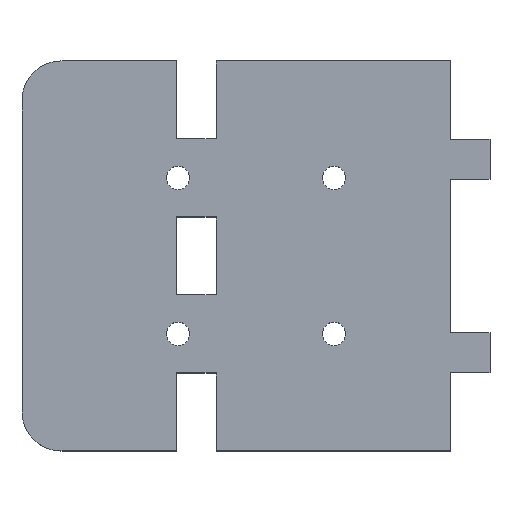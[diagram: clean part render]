
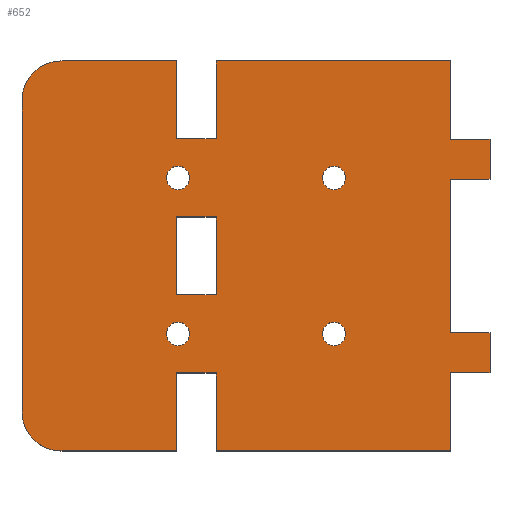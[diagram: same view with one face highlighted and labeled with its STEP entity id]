
A CAD part, top view. The second image highlights one B-rep face of the part: STEP entity #652.
In plain terms, the highlighted planar face has unit normal (0, 0, 1).
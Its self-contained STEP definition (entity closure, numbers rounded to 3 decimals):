
#26=FACE_BOUND('',#104,.T.);
#27=FACE_BOUND('',#105,.T.);
#28=FACE_BOUND('',#106,.T.);
#29=FACE_BOUND('',#107,.T.);
#30=FACE_BOUND('',#108,.T.);
#37=CIRCLE('',#714,5.);
#38=CIRCLE('',#715,5.);
#39=CIRCLE('',#716,1.5);
#40=CIRCLE('',#717,1.5);
#41=CIRCLE('',#718,1.5);
#42=CIRCLE('',#719,1.5);
#66=FACE_OUTER_BOUND('',#103,.T.);
#103=EDGE_LOOP('',(#541,#542,#543,#544,#545,#546,#547,#548,#549,#550,#551,
#552,#553,#554,#555,#556,#557,#558,#559,#560,#561,#562));
#104=EDGE_LOOP('',(#563,#564,#565,#566));
#105=EDGE_LOOP('',(#567));
#106=EDGE_LOOP('',(#568));
#107=EDGE_LOOP('',(#569));
#108=EDGE_LOOP('',(#570));
#119=LINE('',#904,#197);
#123=LINE('',#913,#201);
#126=LINE('',#917,#204);
#129=LINE('',#925,#207);
#132=LINE('',#931,#210);
#135=LINE('',#937,#213);
#138=LINE('',#941,#216);
#141=LINE('',#949,#219);
#145=LINE('',#958,#223);
#148=LINE('',#962,#226);
#149=LINE('',#965,#227);
#154=LINE('',#974,#232);
#155=LINE('',#977,#233);
#160=LINE('',#986,#238);
#171=LINE('',#1020,#249);
#173=LINE('',#1024,#251);
#175=LINE('',#1029,#253);
#178=LINE('',#1035,#256);
#181=LINE('',#1039,#259);
#182=LINE('',#1042,#260);
#184=LINE('',#1046,#262);
#186=LINE('',#1049,#264);
#187=LINE('',#1051,#265);
#188=LINE('',#1055,#266);
#197=VECTOR('',#734,10.);
#201=VECTOR('',#740,10.);
#204=VECTOR('',#745,10.);
#207=VECTOR('',#750,10.);
#210=VECTOR('',#755,10.);
#213=VECTOR('',#760,10.);
#216=VECTOR('',#765,10.);
#219=VECTOR('',#770,10.);
#223=VECTOR('',#776,10.);
#226=VECTOR('',#781,10.);
#227=VECTOR('',#784,10.);
#232=VECTOR('',#791,10.);
#233=VECTOR('',#794,10.);
#238=VECTOR('',#801,10.);
#249=VECTOR('',#828,10.);
#251=VECTOR('',#832,10.);
#253=VECTOR('',#836,10.);
#256=VECTOR('',#841,10.);
#259=VECTOR('',#846,10.);
#260=VECTOR('',#849,10.);
#262=VECTOR('',#853,10.);
#264=VECTOR('',#857,10.);
#265=VECTOR('',#860,10.);
#266=VECTOR('',#863,10.);
#275=VERTEX_POINT('',#901);
#276=VERTEX_POINT('',#903);
#279=VERTEX_POINT('',#910);
#280=VERTEX_POINT('',#912);
#283=VERTEX_POINT('',#922);
#284=VERTEX_POINT('',#924);
#286=VERTEX_POINT('',#930);
#288=VERTEX_POINT('',#936);
#291=VERTEX_POINT('',#946);
#292=VERTEX_POINT('',#948);
#295=VERTEX_POINT('',#955);
#296=VERTEX_POINT('',#957);
#297=VERTEX_POINT('',#964);
#300=VERTEX_POINT('',#972);
#301=VERTEX_POINT('',#976);
#304=VERTEX_POINT('',#984);
#319=VERTEX_POINT('',#1019);
#320=VERTEX_POINT('',#1023);
#321=VERTEX_POINT('',#1027);
#322=VERTEX_POINT('',#1028);
#323=VERTEX_POINT('',#1033);
#324=VERTEX_POINT('',#1034);
#325=VERTEX_POINT('',#1041);
#326=VERTEX_POINT('',#1045);
#327=VERTEX_POINT('',#1052);
#328=VERTEX_POINT('',#1054);
#329=VERTEX_POINT('',#1057);
#330=VERTEX_POINT('',#1059);
#331=VERTEX_POINT('',#1061);
#332=VERTEX_POINT('',#1063);
#335=EDGE_CURVE('',#276,#275,#119,.T.);
#339=EDGE_CURVE('',#280,#279,#123,.T.);
#342=EDGE_CURVE('',#275,#280,#126,.T.);
#345=EDGE_CURVE('',#284,#283,#129,.T.);
#348=EDGE_CURVE('',#286,#284,#132,.T.);
#351=EDGE_CURVE('',#288,#286,#135,.T.);
#354=EDGE_CURVE('',#283,#288,#138,.T.);
#357=EDGE_CURVE('',#292,#291,#141,.T.);
#361=EDGE_CURVE('',#296,#295,#145,.T.);
#364=EDGE_CURVE('',#291,#296,#148,.T.);
#365=EDGE_CURVE('',#297,#276,#149,.T.);
#370=EDGE_CURVE('',#279,#300,#154,.T.);
#371=EDGE_CURVE('',#301,#292,#155,.T.);
#376=EDGE_CURVE('',#295,#304,#160,.T.);
#393=EDGE_CURVE('',#300,#319,#171,.T.);
#395=EDGE_CURVE('',#319,#320,#173,.T.);
#397=EDGE_CURVE('',#321,#322,#175,.T.);
#400=EDGE_CURVE('',#323,#324,#178,.T.);
#403=EDGE_CURVE('',#324,#321,#181,.T.);
#404=EDGE_CURVE('',#325,#301,#182,.T.);
#406=EDGE_CURVE('',#326,#325,#184,.T.);
#408=EDGE_CURVE('',#322,#326,#186,.T.);
#409=EDGE_CURVE('',#320,#323,#187,.T.);
#410=EDGE_CURVE('',#304,#327,#37,.T.);
#411=EDGE_CURVE('',#327,#328,#188,.T.);
#412=EDGE_CURVE('',#328,#297,#38,.T.);
#413=EDGE_CURVE('',#329,#329,#39,.T.);
#414=EDGE_CURVE('',#330,#330,#40,.T.);
#415=EDGE_CURVE('',#331,#331,#41,.T.);
#416=EDGE_CURVE('',#332,#332,#42,.T.);
#541=ORIENTED_EDGE('',*,*,#339,.T.);
#542=ORIENTED_EDGE('',*,*,#370,.T.);
#543=ORIENTED_EDGE('',*,*,#393,.T.);
#544=ORIENTED_EDGE('',*,*,#395,.T.);
#545=ORIENTED_EDGE('',*,*,#409,.T.);
#546=ORIENTED_EDGE('',*,*,#400,.T.);
#547=ORIENTED_EDGE('',*,*,#403,.T.);
#548=ORIENTED_EDGE('',*,*,#397,.T.);
#549=ORIENTED_EDGE('',*,*,#408,.T.);
#550=ORIENTED_EDGE('',*,*,#406,.T.);
#551=ORIENTED_EDGE('',*,*,#404,.T.);
#552=ORIENTED_EDGE('',*,*,#371,.T.);
#553=ORIENTED_EDGE('',*,*,#357,.T.);
#554=ORIENTED_EDGE('',*,*,#364,.T.);
#555=ORIENTED_EDGE('',*,*,#361,.T.);
#556=ORIENTED_EDGE('',*,*,#376,.T.);
#557=ORIENTED_EDGE('',*,*,#410,.T.);
#558=ORIENTED_EDGE('',*,*,#411,.T.);
#559=ORIENTED_EDGE('',*,*,#412,.T.);
#560=ORIENTED_EDGE('',*,*,#365,.T.);
#561=ORIENTED_EDGE('',*,*,#335,.T.);
#562=ORIENTED_EDGE('',*,*,#342,.T.);
#563=ORIENTED_EDGE('',*,*,#351,.T.);
#564=ORIENTED_EDGE('',*,*,#348,.T.);
#565=ORIENTED_EDGE('',*,*,#345,.T.);
#566=ORIENTED_EDGE('',*,*,#354,.T.);
#567=ORIENTED_EDGE('',*,*,#413,.T.);
#568=ORIENTED_EDGE('',*,*,#414,.T.);
#569=ORIENTED_EDGE('',*,*,#415,.T.);
#570=ORIENTED_EDGE('',*,*,#416,.T.);
#626=PLANE('',#713);
#652=ADVANCED_FACE('',(#66,#26,#27,#28,#29,#30),#626,.T.);
#713=AXIS2_PLACEMENT_3D('',#1050,#858,#859);
#714=AXIS2_PLACEMENT_3D('',#1053,#861,#862);
#715=AXIS2_PLACEMENT_3D('',#1056,#864,#865);
#716=AXIS2_PLACEMENT_3D('',#1058,#866,#867);
#717=AXIS2_PLACEMENT_3D('',#1060,#868,#869);
#718=AXIS2_PLACEMENT_3D('',#1062,#870,#871);
#719=AXIS2_PLACEMENT_3D('',#1064,#872,#873);
#734=DIRECTION('',(0.,1.,0.));
#740=DIRECTION('',(0.,-1.,0.));
#745=DIRECTION('',(1.,0.,0.));
#750=DIRECTION('',(0.,1.,0.));
#755=DIRECTION('',(-1.,0.,0.));
#760=DIRECTION('',(0.,-1.,0.));
#765=DIRECTION('',(1.,0.,0.));
#770=DIRECTION('',(0.,-1.,0.));
#776=DIRECTION('',(0.,1.,0.));
#781=DIRECTION('',(-1.,0.,0.));
#784=DIRECTION('',(1.,0.,0.));
#791=DIRECTION('',(1.,0.,0.));
#794=DIRECTION('',(-1.,0.,0.));
#801=DIRECTION('',(-1.,0.,0.));
#828=DIRECTION('',(0.,1.,0.));
#832=DIRECTION('',(1.,0.,0.));
#836=DIRECTION('',(1.,0.,0.));
#841=DIRECTION('',(-1.,0.,0.));
#846=DIRECTION('',(0.,1.,0.));
#849=DIRECTION('',(0.,1.,0.));
#853=DIRECTION('',(-1.,0.,0.));
#857=DIRECTION('',(0.,1.,0.));
#858=DIRECTION('center_axis',(0.,0.,1.));
#859=DIRECTION('ref_axis',(1.,0.,0.));
#860=DIRECTION('',(0.,1.,0.));
#861=DIRECTION('center_axis',(0.,0.,1.));
#862=DIRECTION('ref_axis',(0.,1.,0.));
#863=DIRECTION('',(0.,-1.,0.));
#864=DIRECTION('center_axis',(0.,0.,1.));
#865=DIRECTION('ref_axis',(-1.,0.,0.));
#866=DIRECTION('center_axis',(0.,0.,-1.));
#867=DIRECTION('ref_axis',(-1.,0.,0.));
#868=DIRECTION('center_axis',(0.,0.,-1.));
#869=DIRECTION('ref_axis',(-1.,0.,0.));
#870=DIRECTION('center_axis',(0.,0.,-1.));
#871=DIRECTION('ref_axis',(-1.,0.,0.));
#872=DIRECTION('center_axis',(0.,0.,-1.));
#873=DIRECTION('ref_axis',(-1.,0.,0.));
#901=CARTESIAN_POINT('',(-10.2,-15.,5.1));
#903=CARTESIAN_POINT('',(-10.2,-25.,5.1));
#904=CARTESIAN_POINT('',(-10.2,-12.5,5.1));
#910=CARTESIAN_POINT('',(-5.1,-25.,5.1));
#912=CARTESIAN_POINT('',(-5.1,-15.,5.1));
#913=CARTESIAN_POINT('',(-5.1,-7.5,5.1));
#917=CARTESIAN_POINT('',(-5.1,-15.,5.1));
#922=CARTESIAN_POINT('',(-10.2,5.,5.1));
#924=CARTESIAN_POINT('',(-10.2,-5.,5.1));
#925=CARTESIAN_POINT('',(-10.2,-2.5,5.1));
#930=CARTESIAN_POINT('',(-5.1,-5.,5.1));
#931=CARTESIAN_POINT('',(-2.55,-5.,5.1));
#936=CARTESIAN_POINT('',(-5.1,5.,5.1));
#937=CARTESIAN_POINT('',(-5.1,2.5,5.1));
#941=CARTESIAN_POINT('',(-5.1,5.,5.1));
#946=CARTESIAN_POINT('',(-5.1,15.,5.1));
#948=CARTESIAN_POINT('',(-5.1,25.,5.1));
#949=CARTESIAN_POINT('',(-5.1,12.5,5.1));
#955=CARTESIAN_POINT('',(-10.2,25.,5.1));
#957=CARTESIAN_POINT('',(-10.2,15.,5.1));
#958=CARTESIAN_POINT('',(-10.2,7.5,5.1));
#962=CARTESIAN_POINT('',(-2.55,15.,5.1));
#964=CARTESIAN_POINT('',(-25.,-25.,5.1));
#965=CARTESIAN_POINT('',(-25.,-25.,5.1));
#972=CARTESIAN_POINT('',(24.9,-25.,5.1));
#974=CARTESIAN_POINT('',(-25.,-25.,5.1));
#976=CARTESIAN_POINT('',(24.9,25.,5.1));
#977=CARTESIAN_POINT('',(30.,25.,5.1));
#984=CARTESIAN_POINT('',(-25.,25.,5.1));
#986=CARTESIAN_POINT('',(30.,25.,5.1));
#1019=CARTESIAN_POINT('',(24.9,-14.95,5.1));
#1020=CARTESIAN_POINT('',(24.9,-7.475,5.1));
#1023=CARTESIAN_POINT('',(30.,-14.95,5.1));
#1024=CARTESIAN_POINT('',(15.,-14.95,5.1));
#1027=CARTESIAN_POINT('',(24.9,9.85,5.1));
#1028=CARTESIAN_POINT('',(30.,9.85,5.1));
#1029=CARTESIAN_POINT('',(15.,9.85,5.1));
#1033=CARTESIAN_POINT('',(30.,-9.85,5.1));
#1034=CARTESIAN_POINT('',(24.9,-9.85,5.1));
#1035=CARTESIAN_POINT('',(12.45,-9.85,5.1));
#1039=CARTESIAN_POINT('',(24.9,4.925,5.1));
#1041=CARTESIAN_POINT('',(24.9,14.95,5.1));
#1042=CARTESIAN_POINT('',(24.9,12.5,5.1));
#1045=CARTESIAN_POINT('',(30.,14.95,5.1));
#1046=CARTESIAN_POINT('',(12.45,14.95,5.1));
#1049=CARTESIAN_POINT('',(30.,-25.,5.1));
#1050=CARTESIAN_POINT('Origin',(0.,0.,5.1));
#1051=CARTESIAN_POINT('',(30.,-25.,5.1));
#1052=CARTESIAN_POINT('',(-30.,20.,5.1));
#1053=CARTESIAN_POINT('Origin',(-25.,20.,5.1));
#1054=CARTESIAN_POINT('',(-30.,-20.,5.1));
#1055=CARTESIAN_POINT('',(-30.,20.,5.1));
#1056=CARTESIAN_POINT('Origin',(-25.,-20.,5.1));
#1057=CARTESIAN_POINT('',(11.5,-10.,5.1));
#1058=CARTESIAN_POINT('Origin',(10.,-10.,5.1));
#1059=CARTESIAN_POINT('',(11.5,10.,5.1));
#1060=CARTESIAN_POINT('Origin',(10.,10.,5.1));
#1061=CARTESIAN_POINT('',(-8.5,-10.,5.1));
#1062=CARTESIAN_POINT('Origin',(-10.,-10.,5.1));
#1063=CARTESIAN_POINT('',(-8.5,10.,5.1));
#1064=CARTESIAN_POINT('Origin',(-10.,10.,5.1));
